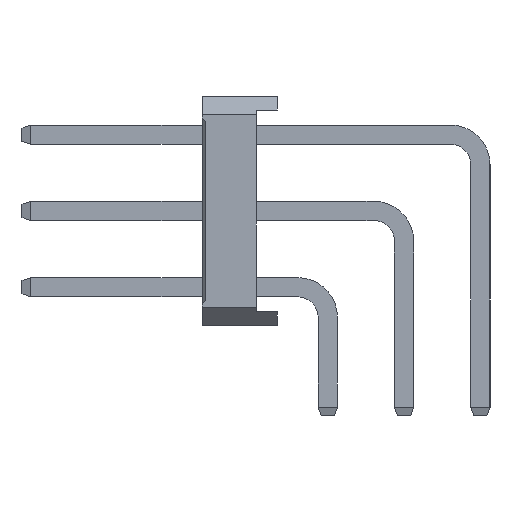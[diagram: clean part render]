
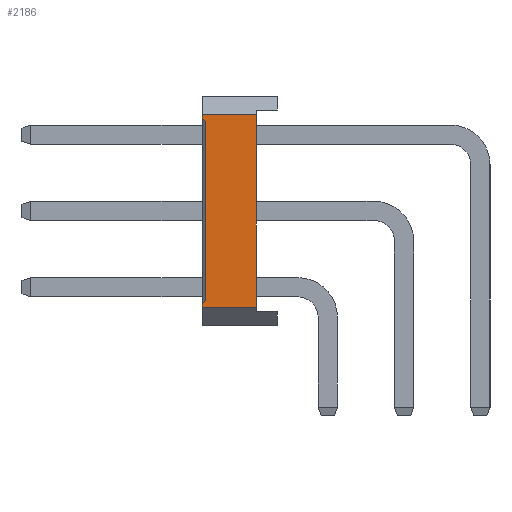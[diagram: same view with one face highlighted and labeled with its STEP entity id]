
A CAD part, left-side view. The second image highlights one B-rep face of the part: STEP entity #2186.
In plain terms, the highlighted planar face has unit normal (-1, 0, 0).
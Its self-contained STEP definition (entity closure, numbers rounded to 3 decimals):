
#2186=ADVANCED_FACE('',(#24063),#24065,.T.);
#24063=FACE_BOUND('',#24064,.T.);
#24064=EDGE_LOOP('',(#41847,#41848,#41849,#41850,#41851,#41852,#41853,#41854));
#24065=PLANE('',#24066);
#24066=AXIS2_PLACEMENT_3D('',#24067,#24068,#24069);
#24067=CARTESIAN_POINT('',(-1.27,1.68,0.6));
#24068=DIRECTION('',(-1.,0.,0.));
#24069=DIRECTION('',(0.,0.,1.));
#41847=ORIENTED_EDGE('',*,*,#53292,.F.);
#41848=ORIENTED_EDGE('',*,*,#53293,.T.);
#41849=ORIENTED_EDGE('',*,*,#53294,.F.);
#41850=ORIENTED_EDGE('',*,*,#52013,.F.);
#41851=ORIENTED_EDGE('',*,*,#53295,.F.);
#41852=ORIENTED_EDGE('',*,*,#51382,.T.);
#41853=ORIENTED_EDGE('',*,*,#53291,.T.);
#41854=ORIENTED_EDGE('',*,*,#52017,.F.);
#51382=EDGE_CURVE('',#57344,#57342,#57345,.T.);
#52013=EDGE_CURVE('',#58604,#58606,#58607,.T.);
#52017=EDGE_CURVE('',#58612,#58614,#58615,.T.);
#53291=EDGE_CURVE('',#57342,#58614,#60925,.T.);
#53292=EDGE_CURVE('',#60926,#58612,#60927,.F.);
#53293=EDGE_CURVE('',#60926,#60928,#60929,.T.);
#53294=EDGE_CURVE('',#58606,#60928,#60930,.F.);
#53295=EDGE_CURVE('',#57344,#58604,#60931,.T.);
#57342=VERTEX_POINT('',#67036);
#57344=VERTEX_POINT('',#67040);
#57345=LINE('',#67041,#67042);
#58604=VERTEX_POINT('',#69560);
#58606=VERTEX_POINT('',#69564);
#58607=LINE('',#69565,#69566);
#58612=VERTEX_POINT('',#69576);
#58614=VERTEX_POINT('',#69580);
#58615=LINE('',#69581,#69582);
#60925=LINE('',#74555,#74556);
#60926=VERTEX_POINT('',#74558);
#60927=LINE('',#74559,#74560);
#60928=VERTEX_POINT('',#74562);
#60929=LINE('',#74563,#74564);
#60930=LINE('',#74566,#74567);
#60931=LINE('',#74569,#74570);
#67036=CARTESIAN_POINT('',(-1.27,2.38,7.02));
#67040=CARTESIAN_POINT('',(-1.27,2.38,0.6));
#67041=CARTESIAN_POINT('',(-1.27,2.38,0.6));
#67042=VECTOR('',#67043,1.);
#67043=DIRECTION('',(0.,0.,1.));
#69560=CARTESIAN_POINT('',(-1.27,4.18,0.6));
#69564=CARTESIAN_POINT('',(-1.27,4.18,0.72));
#69565=CARTESIAN_POINT('',(-1.27,4.18,0.6));
#69566=VECTOR('',#69567,1.);
#69567=DIRECTION('',(0.,0.,1.));
#69576=CARTESIAN_POINT('',(-1.27,4.18,6.9));
#69580=CARTESIAN_POINT('',(-1.27,4.18,7.02));
#69581=CARTESIAN_POINT('',(-1.27,4.18,6.9));
#69582=VECTOR('',#69583,1.);
#69583=DIRECTION('',(0.,0.,1.));
#74555=CARTESIAN_POINT('',(-1.27,2.38,7.02));
#74556=VECTOR('',#74557,1.);
#74557=DIRECTION('',(0.,1.,0.));
#74558=CARTESIAN_POINT('',(-1.27,4.08,6.8));
#74559=CARTESIAN_POINT('',(-1.27,4.18,6.9));
#74560=VECTOR('',#74561,1.);
#74561=DIRECTION('',(0.,-0.707,-0.707));
#74562=CARTESIAN_POINT('',(-1.27,4.08,0.82));
#74563=CARTESIAN_POINT('',(-1.27,4.08,6.8));
#74564=VECTOR('',#74565,1.);
#74565=DIRECTION('',(0.,0.,-1.));
#74566=CARTESIAN_POINT('',(-1.27,4.08,0.82));
#74567=VECTOR('',#74568,1.);
#74568=DIRECTION('',(0.,0.707,-0.707));
#74569=CARTESIAN_POINT('',(-1.27,2.38,0.6));
#74570=VECTOR('',#74571,1.);
#74571=DIRECTION('',(0.,1.,0.));
